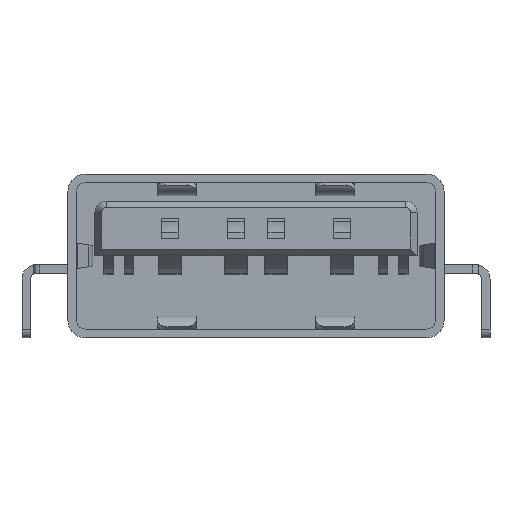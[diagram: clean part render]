
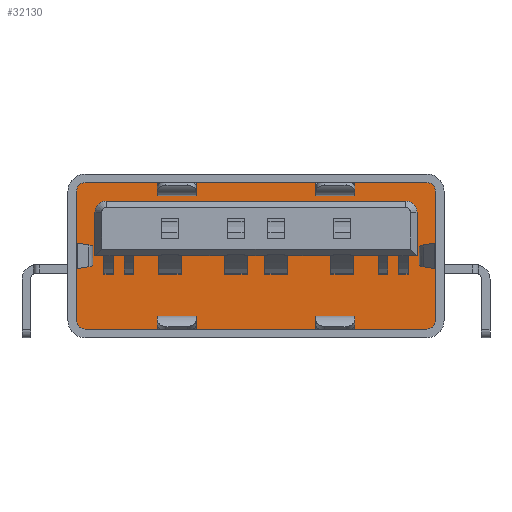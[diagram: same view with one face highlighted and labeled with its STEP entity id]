
A CAD part, front view. The second image highlights one B-rep face of the part: STEP entity #32130.
In plain terms, the highlighted planar face has unit normal (0, -1, 0).
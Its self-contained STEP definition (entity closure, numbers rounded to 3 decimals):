
#140 = EDGE_CURVE ( 'NONE', #36629, #8181, #34503, .T. ) ;
#1678 = DIRECTION ( 'NONE',  ( 0., 0., -1. ) ) ;
#1735 = AXIS2_PLACEMENT_3D ( 'NONE', #2650, #15026, #31675 ) ;
#2389 = CARTESIAN_POINT ( 'NONE',  ( -5.95, 10.2, 5.1 ) ) ;
#2650 = CARTESIAN_POINT ( 'NONE',  ( 5.21, 10.2, 4.36 ) ) ;
#3069 = CARTESIAN_POINT ( 'NONE',  ( -5.21, 10.2, 4.76 ) ) ;
#3399 = AXIS2_PLACEMENT_3D ( 'NONE', #28389, #40593, #40806 ) ;
#4207 = CARTESIAN_POINT ( 'NONE',  ( -5.61, 10.2, 4.36 ) ) ;
#4469 = DIRECTION ( 'NONE',  ( 1., 0., 0. ) ) ;
#4673 = DIRECTION ( 'NONE',  ( 0., 0., 1. ) ) ;
#4674 = LINE ( 'NONE', #36657, #25887 ) ;
#5111 = DIRECTION ( 'NONE',  ( 0., 0., -1. ) ) ;
#5250 = CIRCLE ( 'NONE', #15969, 0.3 ) ;
#5300 = ORIENTED_EDGE ( 'NONE', *, *, #17239, .F. ) ;
#5948 = CARTESIAN_POINT ( 'NONE',  ( 5.95, 10.2, 5.4 ) ) ;
#6091 = CARTESIAN_POINT ( 'NONE',  ( 6.25, 10.2, 5.1 ) ) ;
#6410 = CARTESIAN_POINT ( 'NONE',  ( 5.61, 10.2, 4.36 ) ) ;
#6427 = CARTESIAN_POINT ( 'NONE',  ( 5.61, 10.2, 2.85 ) ) ;
#6795 = EDGE_LOOP ( 'NONE', ( #37079, #26612, #26786, #21929, #18653, #14738, #10036, #31567 ) ) ;
#7148 = LINE ( 'NONE', #4207, #13761 ) ;
#7201 = EDGE_CURVE ( 'NONE', #36977, #30886, #15928, .T. ) ;
#7845 = ORIENTED_EDGE ( 'NONE', *, *, #16968, .F. ) ;
#8168 = VERTEX_POINT ( 'NONE', #39349 ) ;
#8181 = VERTEX_POINT ( 'NONE', #13441 ) ;
#9518 = EDGE_CURVE ( 'NONE', #29592, #10394, #27679, .T. ) ;
#10036 = ORIENTED_EDGE ( 'NONE', *, *, #9518, .F. ) ;
#10154 = DIRECTION ( 'NONE',  ( 0., 0., 1. ) ) ;
#10229 = ORIENTED_EDGE ( 'NONE', *, *, #16464, .F. ) ;
#10301 = VERTEX_POINT ( 'NONE', #30088 ) ;
#10377 = CARTESIAN_POINT ( 'NONE',  ( 6.25, 10.2, 0.6 ) ) ;
#10394 = VERTEX_POINT ( 'NONE', #6091 ) ;
#10865 = DIRECTION ( 'NONE',  ( 0., 1., 0. ) ) ;
#11646 = DIRECTION ( 'NONE',  ( 0., 0., 1. ) ) ;
#12476 = EDGE_CURVE ( 'NONE', #38019, #36102, #35962, .T. ) ;
#12494 = VECTOR ( 'NONE', #25855, 1000. ) ;
#13012 = LINE ( 'NONE', #32405, #12494 ) ;
#13196 = EDGE_CURVE ( 'NONE', #34112, #10301, #7148, .T. ) ;
#13441 = CARTESIAN_POINT ( 'NONE',  ( -5.95, 10.2, 5.4 ) ) ;
#13567 = LINE ( 'NONE', #35444, #31655 ) ;
#13761 = VECTOR ( 'NONE', #1678, 1000. ) ;
#13778 = DIRECTION ( 'NONE',  ( 1., 0., 0. ) ) ;
#14204 = DIRECTION ( 'NONE',  ( 0., -1., 0. ) ) ;
#14738 = ORIENTED_EDGE ( 'NONE', *, *, #36751, .F. ) ;
#15014 = VERTEX_POINT ( 'NONE', #32078 ) ;
#15026 = DIRECTION ( 'NONE',  ( 0., -1., 0. ) ) ;
#15193 = DIRECTION ( 'NONE',  ( 0., 1., 0. ) ) ;
#15652 = LINE ( 'NONE', #6427, #36122 ) ;
#15902 = VERTEX_POINT ( 'NONE', #27437 ) ;
#15928 = CIRCLE ( 'NONE', #28069, 0.3 ) ;
#15969 = AXIS2_PLACEMENT_3D ( 'NONE', #37712, #15193, #11646 ) ;
#16464 = EDGE_CURVE ( 'NONE', #15014, #38019, #15652, .T. ) ;
#16968 = EDGE_CURVE ( 'NONE', #10301, #15014, #4674, .T. ) ;
#17148 = CARTESIAN_POINT ( 'NONE',  ( -5.21, 10.2, 4.36 ) ) ;
#17239 = EDGE_CURVE ( 'NONE', #36102, #27894, #13012, .T. ) ;
#17338 = LINE ( 'NONE', #40316, #40850 ) ;
#17917 = EDGE_LOOP ( 'NONE', ( #38692, #36507, #5300, #23416, #10229, #7845 ) ) ;
#18200 = CARTESIAN_POINT ( 'NONE',  ( -5.95, 10.2, 5.1 ) ) ;
#18536 = EDGE_CURVE ( 'NONE', #8168, #15902, #5250, .T. ) ;
#18653 = ORIENTED_EDGE ( 'NONE', *, *, #7201, .F. ) ;
#18745 = VECTOR ( 'NONE', #32648, 1000. ) ;
#19046 = CARTESIAN_POINT ( 'NONE',  ( 5.95, 10.2, 0.3 ) ) ;
#19156 = CARTESIAN_POINT ( 'NONE',  ( -5.95, 10.2, 0.3 ) ) ;
#19194 = CARTESIAN_POINT ( 'NONE',  ( 5.21, 10.2, 4.76 ) ) ;
#20230 = DIRECTION ( 'NONE',  ( 0., 1., 0. ) ) ;
#20692 = AXIS2_PLACEMENT_3D ( 'NONE', #2389, #34130, #5111 ) ;
#21245 = EDGE_CURVE ( 'NONE', #15902, #36629, #25904, .T. ) ;
#21312 = PLANE ( 'NONE',  #20692 ) ;
#21514 = FACE_OUTER_BOUND ( 'NONE', #6795, .T. ) ;
#21915 = AXIS2_PLACEMENT_3D ( 'NONE', #17148, #14204, #35871 ) ;
#21929 = ORIENTED_EDGE ( 'NONE', *, *, #33789, .F. ) ;
#23416 = ORIENTED_EDGE ( 'NONE', *, *, #12476, .F. ) ;
#23705 = DIRECTION ( 'NONE',  ( 0., 0., -1. ) ) ;
#24154 = CARTESIAN_POINT ( 'NONE',  ( -5.61, 10.2, 4.36 ) ) ;
#25855 = DIRECTION ( 'NONE',  ( -1., 0., 0. ) ) ;
#25887 = VECTOR ( 'NONE', #4469, 1000. ) ;
#25904 = LINE ( 'NONE', #38757, #38043 ) ;
#26612 = ORIENTED_EDGE ( 'NONE', *, *, #21245, .F. ) ;
#26786 = ORIENTED_EDGE ( 'NONE', *, *, #18536, .F. ) ;
#27437 = CARTESIAN_POINT ( 'NONE',  ( -6.25, 10.2, 0.6 ) ) ;
#27679 = CIRCLE ( 'NONE', #3399, 0.3 ) ;
#27710 = EDGE_CURVE ( 'NONE', #27894, #34112, #40068, .T. ) ;
#27894 = VERTEX_POINT ( 'NONE', #3069 ) ;
#28069 = AXIS2_PLACEMENT_3D ( 'NONE', #30751, #20230, #4673 ) ;
#28389 = CARTESIAN_POINT ( 'NONE',  ( 5.95, 10.2, 5.1 ) ) ;
#28529 = EDGE_CURVE ( 'NONE', #8181, #29592, #17338, .T. ) ;
#29592 = VERTEX_POINT ( 'NONE', #5948 ) ;
#30088 = CARTESIAN_POINT ( 'NONE',  ( -5.61, 10.2, 2.85 ) ) ;
#30465 = AXIS2_PLACEMENT_3D ( 'NONE', #18200, #10865, #23705 ) ;
#30467 = CARTESIAN_POINT ( 'NONE',  ( -6.25, 10.2, 5.1 ) ) ;
#30751 = CARTESIAN_POINT ( 'NONE',  ( 5.95, 10.2, 0.6 ) ) ;
#30886 = VERTEX_POINT ( 'NONE', #19046 ) ;
#31567 = ORIENTED_EDGE ( 'NONE', *, *, #28529, .F. ) ;
#31655 = VECTOR ( 'NONE', #38831, 1000. ) ;
#31675 = DIRECTION ( 'NONE',  ( 0., 0., -1. ) ) ;
#32078 = CARTESIAN_POINT ( 'NONE',  ( 5.61, 10.2, 2.85 ) ) ;
#32130 = ADVANCED_FACE ( 'NONE', ( #21514, #34754 ), #21312, .T. ) ;
#32215 = LINE ( 'NONE', #19156, #18745 ) ;
#32405 = CARTESIAN_POINT ( 'NONE',  ( 5.21, 10.2, 4.76 ) ) ;
#32648 = DIRECTION ( 'NONE',  ( -1., 0., 0. ) ) ;
#33789 = EDGE_CURVE ( 'NONE', #30886, #8168, #32215, .T. ) ;
#34112 = VERTEX_POINT ( 'NONE', #24154 ) ;
#34130 = DIRECTION ( 'NONE',  ( 0., -1., 0. ) ) ;
#34503 = CIRCLE ( 'NONE', #30465, 0.3 ) ;
#34754 = FACE_BOUND ( 'NONE', #17917, .T. ) ;
#35444 = CARTESIAN_POINT ( 'NONE',  ( 6.25, 10.2, 0.6 ) ) ;
#35871 = DIRECTION ( 'NONE',  ( 0., 0., -1. ) ) ;
#35962 = CIRCLE ( 'NONE', #1735, 0.4 ) ;
#36102 = VERTEX_POINT ( 'NONE', #19194 ) ;
#36122 = VECTOR ( 'NONE', #38600, 1000. ) ;
#36507 = ORIENTED_EDGE ( 'NONE', *, *, #27710, .F. ) ;
#36629 = VERTEX_POINT ( 'NONE', #30467 ) ;
#36657 = CARTESIAN_POINT ( 'NONE',  ( -5.61, 10.2, 2.85 ) ) ;
#36751 = EDGE_CURVE ( 'NONE', #10394, #36977, #13567, .T. ) ;
#36977 = VERTEX_POINT ( 'NONE', #10377 ) ;
#37079 = ORIENTED_EDGE ( 'NONE', *, *, #140, .F. ) ;
#37712 = CARTESIAN_POINT ( 'NONE',  ( -5.95, 10.2, 0.6 ) ) ;
#38019 = VERTEX_POINT ( 'NONE', #6410 ) ;
#38043 = VECTOR ( 'NONE', #10154, 1000. ) ;
#38600 = DIRECTION ( 'NONE',  ( 0., 0., 1. ) ) ;
#38692 = ORIENTED_EDGE ( 'NONE', *, *, #13196, .F. ) ;
#38757 = CARTESIAN_POINT ( 'NONE',  ( -6.25, 10.2, 0.6 ) ) ;
#38831 = DIRECTION ( 'NONE',  ( 0., 0., -1. ) ) ;
#39349 = CARTESIAN_POINT ( 'NONE',  ( -5.95, 10.2, 0.3 ) ) ;
#40068 = CIRCLE ( 'NONE', #21915, 0.4 ) ;
#40316 = CARTESIAN_POINT ( 'NONE',  ( -5.95, 10.2, 5.4 ) ) ;
#40593 = DIRECTION ( 'NONE',  ( 0., 1., 0. ) ) ;
#40806 = DIRECTION ( 'NONE',  ( 0., 0., 1. ) ) ;
#40850 = VECTOR ( 'NONE', #13778, 1000. ) ;
